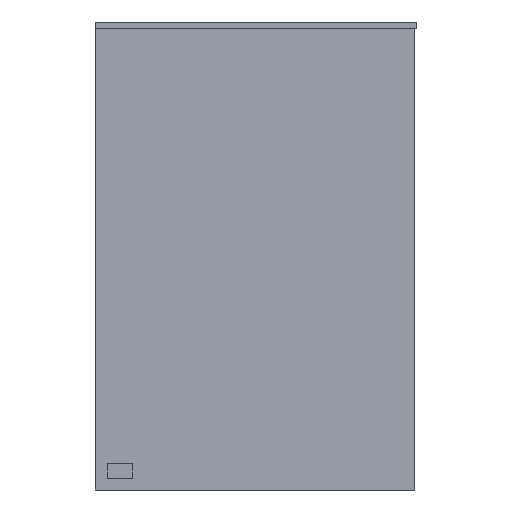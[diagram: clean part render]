
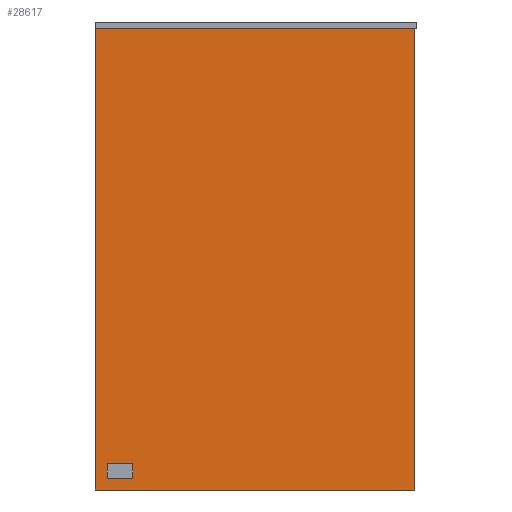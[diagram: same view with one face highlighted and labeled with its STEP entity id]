
A CAD part, left-side view. The second image highlights one B-rep face of the part: STEP entity #28617.
In plain terms, the highlighted planar face has unit normal (-1, 0, 0).
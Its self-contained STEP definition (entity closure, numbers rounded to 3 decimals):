
#1467=PLANE('',#31368);
#2722=FACE_OUTER_BOUND('',#4313,.T.);
#4313=EDGE_LOOP('',(#22979,#22980,#22981,#22982));
#6619=LINE('',#46378,#9670);
#6623=LINE('',#46386,#9674);
#6626=LINE('',#46392,#9677);
#6629=LINE('',#46397,#9680);
#9670=VECTOR('',#36493,1.);
#9674=VECTOR('',#36499,1.);
#9677=VECTOR('',#36504,1.);
#9680=VECTOR('',#36509,1.);
#13426=VERTEX_POINT('',#46376);
#13427=VERTEX_POINT('',#46377);
#13430=VERTEX_POINT('',#46385);
#13432=VERTEX_POINT('',#46391);
#16847=EDGE_CURVE('',#13426,#13427,#6619,.T.);
#16851=EDGE_CURVE('',#13430,#13426,#6623,.T.);
#16854=EDGE_CURVE('',#13432,#13430,#6626,.T.);
#16857=EDGE_CURVE('',#13427,#13432,#6629,.T.);
#22979=ORIENTED_EDGE('',*,*,#16857,.F.);
#22980=ORIENTED_EDGE('',*,*,#16847,.F.);
#22981=ORIENTED_EDGE('',*,*,#16851,.F.);
#22982=ORIENTED_EDGE('',*,*,#16854,.F.);
#28617=ADVANCED_FACE('',(#2722),#1467,.F.);
#31368=AXIS2_PLACEMENT_3D('',#46400,#36513,#36514);
#36493=DIRECTION('',(0.,1.,0.));
#36499=DIRECTION('',(0.,0.,-1.));
#36504=DIRECTION('',(0.,-1.,0.));
#36509=DIRECTION('',(0.,0.,1.));
#36513=DIRECTION('center_axis',(1.,0.,0.));
#36514=DIRECTION('ref_axis',(0.,0.,-1.));
#46376=CARTESIAN_POINT('',(0.,-378.,0.));
#46377=CARTESIAN_POINT('',(0.,0.,0.));
#46378=CARTESIAN_POINT('',(0.,-378.,0.));
#46385=CARTESIAN_POINT('',(0.,-378.,546.));
#46386=CARTESIAN_POINT('',(0.,-378.,546.));
#46391=CARTESIAN_POINT('',(0.,0.,546.));
#46392=CARTESIAN_POINT('',(0.,0.,546.));
#46397=CARTESIAN_POINT('',(0.,0.,0.));
#46400=CARTESIAN_POINT('Origin',(0.,-189.,273.));
